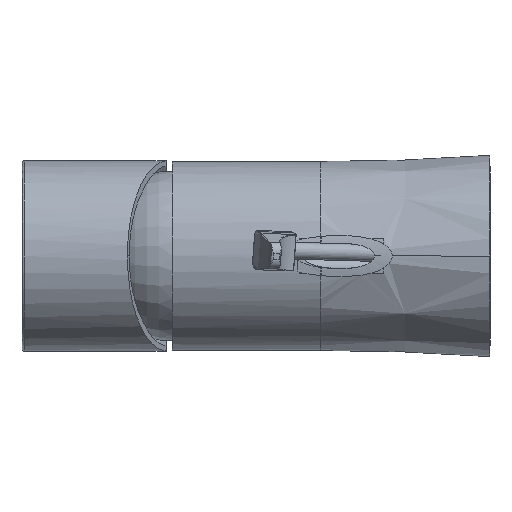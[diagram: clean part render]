
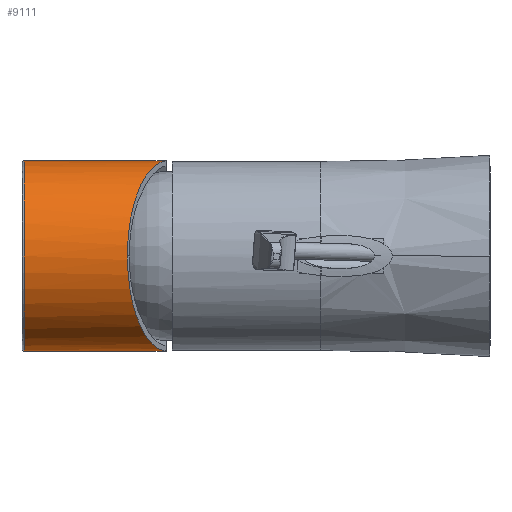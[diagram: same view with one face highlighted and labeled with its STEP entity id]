
A CAD part, left-side view. The second image highlights one B-rep face of the part: STEP entity #9111.
In plain terms, the highlighted cylindrical face has radius 22.5 mm (diameter 45 mm), a partial arc.
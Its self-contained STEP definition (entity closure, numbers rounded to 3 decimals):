
#42 = VERTEX_POINT ( 'NONE', #56015 ) ;
#204 = CARTESIAN_POINT ( 'NONE',  ( 0., 118.953, 0. ) ) ;
#393 = DIRECTION ( 'NONE',  ( 0., 0., 1. ) ) ;
#1154 = CYLINDRICAL_SURFACE ( 'NONE', #14323, 22.5 ) ;
#3045 = CARTESIAN_POINT ( 'NONE',  ( 0., 85.453, 22.5 ) ) ;
#3930 = VERTEX_POINT ( 'NONE', #18807 ) ;
#4704 = AXIS2_PLACEMENT_3D ( 'NONE', #42345, #29879, #47714 ) ;
#4705 = CIRCLE ( 'NONE', #33588, 22.5 ) ;
#4788 = DIRECTION ( 'NONE',  ( 0., 1., 0. ) ) ;
#5033 = DIRECTION ( 'NONE',  ( 0., -1., 0. ) ) ;
#5214 = EDGE_CURVE ( 'NONE', #13172, #33328, #49890, .T. ) ;
#5583 = DIRECTION ( 'NONE',  ( 0., 0., 1. ) ) ;
#5842 = CARTESIAN_POINT ( 'NONE',  ( -1., 85.453, -22.478 ) ) ;
#6068 = CARTESIAN_POINT ( 'NONE',  ( 0., 118.953, -22.5 ) ) ;
#7310 = DIRECTION ( 'NONE',  ( 0., 1., 0. ) ) ;
#9111 = ADVANCED_FACE ( 'NONE', ( #13888 ), #1154, .T. ) ;
#10058 = EDGE_LOOP ( 'NONE', ( #55119, #31561, #23503, #40856, #37162, #15451 ) ) ;
#10901 = CARTESIAN_POINT ( 'NONE',  ( -1., 85.453, 22.478 ) ) ;
#12702 =( BOUNDED_CURVE ( )  B_SPLINE_CURVE ( 3, ( #5842, #23082, #19099, #10901 ),
 .UNSPECIFIED., .F., .F. ) 
 B_SPLINE_CURVE_WITH_KNOTS ( ( 4, 4 ),
 ( 4.757, 7.81 ),
 .UNSPECIFIED. ) 
 CURVE ( )  GEOMETRIC_REPRESENTATION_ITEM ( )  RATIONAL_B_SPLINE_CURVE ( ( 1., 0.363, 0.363, 1. ) ) 
 REPRESENTATION_ITEM ( '' )  );
#13172 = VERTEX_POINT ( 'NONE', #32105 ) ;
#13320 = EDGE_CURVE ( 'NONE', #33328, #42, #12702, .T. ) ;
#13888 = FACE_OUTER_BOUND ( 'NONE', #10058, .T. ) ;
#13925 = VECTOR ( 'NONE', #4788, 1000. ) ;
#14323 = AXIS2_PLACEMENT_3D ( 'NONE', #36194, #26607, #48667 ) ;
#15451 = ORIENTED_EDGE ( 'NONE', *, *, #23800, .T. ) ;
#17437 = CARTESIAN_POINT ( 'NONE',  ( -1., 85.453, -22.478 ) ) ;
#18078 = EDGE_CURVE ( 'NONE', #42, #33208, #34956, .T. ) ;
#18807 = CARTESIAN_POINT ( 'NONE',  ( 0., 118.953, 22.5 ) ) ;
#19099 = CARTESIAN_POINT ( 'NONE',  ( -42.245, 102.96, 20.643 ) ) ;
#20913 = VERTEX_POINT ( 'NONE', #6068 ) ;
#23082 = CARTESIAN_POINT ( 'NONE',  ( -42.245, 102.96, -20.643 ) ) ;
#23503 = ORIENTED_EDGE ( 'NONE', *, *, #13320, .T. ) ;
#23800 = EDGE_CURVE ( 'NONE', #3930, #20913, #4705, .T. ) ;
#24531 = EDGE_CURVE ( 'NONE', #33208, #3930, #37839, .T. ) ;
#26259 = LINE ( 'NONE', #43521, #13925 ) ;
#26413 = VECTOR ( 'NONE', #7310, 1000. ) ;
#26607 = DIRECTION ( 'NONE',  ( 0., 1., 0. ) ) ;
#29879 = DIRECTION ( 'NONE',  ( 0., 1., 0. ) ) ;
#31561 = ORIENTED_EDGE ( 'NONE', *, *, #5214, .T. ) ;
#32105 = CARTESIAN_POINT ( 'NONE',  ( 0., 85.453, -22.5 ) ) ;
#33208 = VERTEX_POINT ( 'NONE', #3045 ) ;
#33328 = VERTEX_POINT ( 'NONE', #17437 ) ;
#33588 = AXIS2_PLACEMENT_3D ( 'NONE', #204, #5033, #5583 ) ;
#34025 = AXIS2_PLACEMENT_3D ( 'NONE', #48742, #34602, #393 ) ;
#34602 = DIRECTION ( 'NONE',  ( 0., 1., 0. ) ) ;
#34956 = CIRCLE ( 'NONE', #34025, 22.5 ) ;
#36194 = CARTESIAN_POINT ( 'NONE',  ( 0., 84.453, 0. ) ) ;
#37162 = ORIENTED_EDGE ( 'NONE', *, *, #24531, .T. ) ;
#37662 = EDGE_CURVE ( 'NONE', #13172, #20913, #26259, .T. ) ;
#37839 = LINE ( 'NONE', #41258, #26413 ) ;
#40856 = ORIENTED_EDGE ( 'NONE', *, *, #18078, .T. ) ;
#41258 = CARTESIAN_POINT ( 'NONE',  ( 0., 84.453, 22.5 ) ) ;
#42345 = CARTESIAN_POINT ( 'NONE',  ( 0., 85.453, 0. ) ) ;
#43521 = CARTESIAN_POINT ( 'NONE',  ( 0., 84.453, -22.5 ) ) ;
#47714 = DIRECTION ( 'NONE',  ( 0., 0., 1. ) ) ;
#48667 = DIRECTION ( 'NONE',  ( 0., 0., 1. ) ) ;
#48742 = CARTESIAN_POINT ( 'NONE',  ( 0., 85.453, 0. ) ) ;
#49890 = CIRCLE ( 'NONE', #4704, 22.5 ) ;
#55119 = ORIENTED_EDGE ( 'NONE', *, *, #37662, .F. ) ;
#56015 = CARTESIAN_POINT ( 'NONE',  ( -1., 85.453, 22.478 ) ) ;
